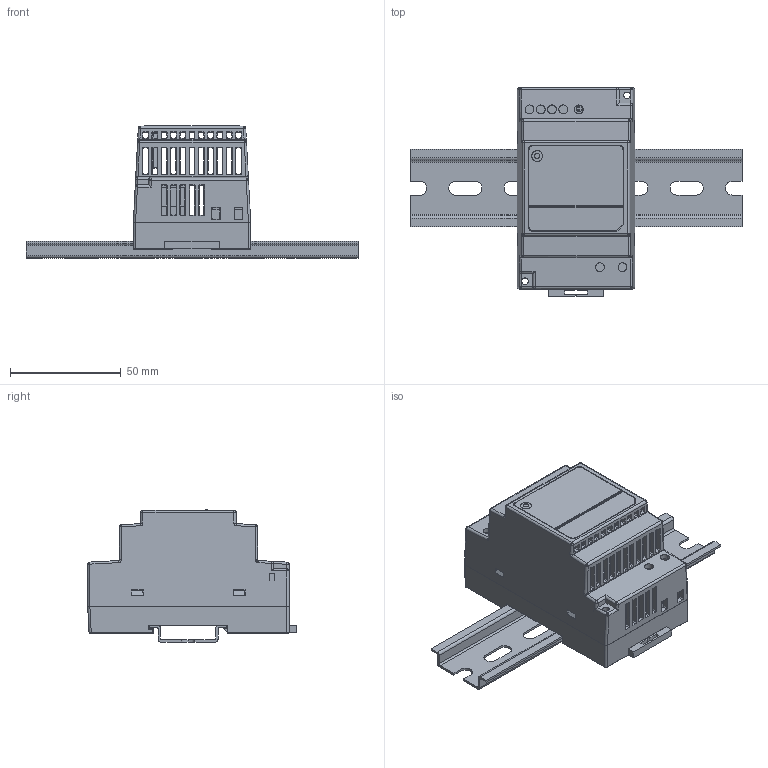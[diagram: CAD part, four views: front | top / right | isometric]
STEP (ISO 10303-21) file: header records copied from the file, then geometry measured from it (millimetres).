
FILE_DESCRIPTION (( 'STEP AP214' ), '1' );
FILE_NAME ('RZI30-XX-M-3D.STEP', '2016-06-20T09:59:49', ( '' ), ( '' ), 'SwSTEP 2.0', 'SolidWorks 2016', '' );
FILE_SCHEMA (( 'AUTOMOTIVE_DESIGN' ));
Length unit declared in the file: millimetre
Products named in the file (3): RZI30-XX-M-3D; szyna
Assembly tree (2 placements, depth 2):
  RZI30-XX-M-3D
    szyna
    RZI30-XX-M-3D
Bounding box: 150 x 94.3 x 59.7 mm (x, y, z)
Volume: 60720 mm3; surface area: 78768.3 mm2
Topology: 11 solids, 11 shells, 1404 faces, 3871 edges, 2464 vertices
Faces by surface type: plane 743, cylinder 522, bspline 105, cone 34
Entity records: 62725 total; most frequent: CARTESIAN_POINT 13528, ORIENTED_EDGE 7634, DIRECTION 6122, EDGE_CURVE 3817, VECTOR 2546, LINE 2546, VERTEX_POINT 2464, AXIS2_PLACEMENT_3D 1788
